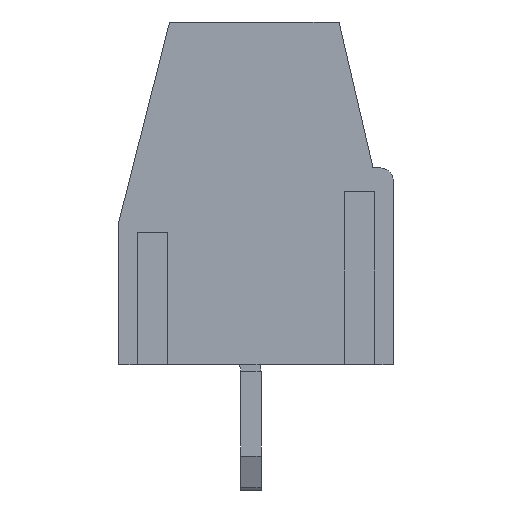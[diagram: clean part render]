
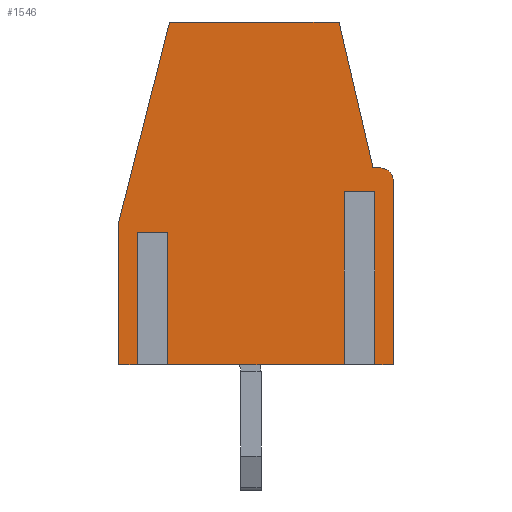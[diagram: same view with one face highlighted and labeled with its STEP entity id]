
A CAD part, left-side view. The second image highlights one B-rep face of the part: STEP entity #1546.
In plain terms, the highlighted planar face has unit normal (-1, 0, 0).
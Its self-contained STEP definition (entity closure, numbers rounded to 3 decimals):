
#1546=ADVANCED_FACE('',(#5463),#5465,.T.);
#5463=FACE_BOUND('',#5464,.T.);
#5464=EDGE_LOOP('',(#8537,#8538,#8539,#8540,#8541,#8542,#8543,#8544,#8545,#8546,
#8547,#8548,#8549,#8550,#8551,#8552));
#5465=PLANE('',#5466);
#5466=AXIS2_PLACEMENT_3D('',#5467,#5468,#5469);
#5467=CARTESIAN_POINT('',(-2.5,0.,0.));
#5468=DIRECTION('',(-1.,0.,0.));
#5469=DIRECTION('',(0.,0.,-1.));
#8537=ORIENTED_EDGE('',*,*,#10792,.F.);
#8538=ORIENTED_EDGE('',*,*,#10793,.F.);
#8539=ORIENTED_EDGE('',*,*,#10794,.F.);
#8540=ORIENTED_EDGE('',*,*,#10795,.T.);
#8541=ORIENTED_EDGE('',*,*,#10796,.T.);
#8542=ORIENTED_EDGE('',*,*,#10797,.T.);
#8543=ORIENTED_EDGE('',*,*,#10798,.T.);
#8544=ORIENTED_EDGE('',*,*,#10799,.T.);
#8545=ORIENTED_EDGE('',*,*,#10561,.T.);
#8546=ORIENTED_EDGE('',*,*,#10757,.T.);
#8547=ORIENTED_EDGE('',*,*,#10800,.T.);
#8548=ORIENTED_EDGE('',*,*,#10801,.T.);
#8549=ORIENTED_EDGE('',*,*,#10802,.F.);
#8550=ORIENTED_EDGE('',*,*,#10803,.F.);
#8551=ORIENTED_EDGE('',*,*,#10804,.F.);
#8552=ORIENTED_EDGE('',*,*,#10805,.T.);
#10561=EDGE_CURVE('',#11818,#11816,#11819,.T.);
#10757=EDGE_CURVE('',#11816,#12171,#12173,.T.);
#10792=EDGE_CURVE('',#12241,#12242,#12243,.T.);
#10793=EDGE_CURVE('',#12244,#12241,#12245,.F.);
#10794=EDGE_CURVE('',#12246,#12244,#12247,.T.);
#10795=EDGE_CURVE('',#12246,#12248,#12249,.T.);
#10796=EDGE_CURVE('',#12248,#12250,#12251,.T.);
#10797=EDGE_CURVE('',#12250,#12252,#12253,.T.);
#10798=EDGE_CURVE('',#12252,#12254,#12255,.T.);
#10799=EDGE_CURVE('',#12254,#11818,#12256,.T.);
#10800=EDGE_CURVE('',#12171,#12257,#12258,.T.);
#10801=EDGE_CURVE('',#12257,#12259,#12260,.T.);
#10802=EDGE_CURVE('',#12261,#12259,#12262,.T.);
#10803=EDGE_CURVE('',#12263,#12261,#12264,.F.);
#10804=EDGE_CURVE('',#12265,#12263,#12266,.T.);
#10805=EDGE_CURVE('',#12265,#12242,#12267,.T.);
#11816=VERTEX_POINT('',#13856);
#11818=VERTEX_POINT('',#13860);
#11819=LINE('',#13861,#13862);
#12171=VERTEX_POINT('',#14632);
#12173=LINE('',#14636,#14637);
#12241=VERTEX_POINT('',#14774);
#12242=VERTEX_POINT('',#14775);
#12243=LINE('',#14776,#14777);
#12244=VERTEX_POINT('',#14779);
#12245=LINE('',#14780,#14781);
#12246=VERTEX_POINT('',#14783);
#12247=LINE('',#14784,#14785);
#12248=VERTEX_POINT('',#14787);
#12249=LINE('',#14788,#14789);
#12250=VERTEX_POINT('',#14791);
#12251=LINE('',#14792,#14793);
#12252=VERTEX_POINT('',#14795);
#12253=CIRCLE('',#14796,0.4);
#12254=VERTEX_POINT('',#14800);
#12255=LINE('',#14801,#14802);
#12256=LINE('',#14804,#14805);
#12257=VERTEX_POINT('',#14807);
#12258=LINE('',#14808,#14809);
#12259=VERTEX_POINT('',#14811);
#12260=LINE('',#14812,#14813);
#12261=VERTEX_POINT('',#14815);
#12262=LINE('',#14816,#14817);
#12263=VERTEX_POINT('',#14819);
#12264=LINE('',#14820,#14821);
#12265=VERTEX_POINT('',#14823);
#12266=LINE('',#14824,#14825);
#12267=LINE('',#14827,#14828);
#13856=CARTESIAN_POINT('',(-2.5,2.4,10.1));
#13860=CARTESIAN_POINT('',(-2.5,-2.6,10.1));
#13861=CARTESIAN_POINT('',(-2.5,-2.6,10.1));
#13862=VECTOR('',#13863,1.);
#13863=DIRECTION('',(0.,1.,0.));
#14632=CARTESIAN_POINT('',(-2.5,3.9,4.2));
#14636=CARTESIAN_POINT('',(-2.5,2.4,10.1));
#14637=VECTOR('',#14638,1.);
#14638=DIRECTION('',(0.,0.246,-0.969));
#14774=CARTESIAN_POINT('',(-2.5,-2.9,5.1));
#14775=CARTESIAN_POINT('',(-2.5,-2.9,0.));
#14776=CARTESIAN_POINT('',(-2.5,-2.9,5.1));
#14777=VECTOR('',#14778,1.);
#14778=DIRECTION('',(0.,0.,-1.));
#14779=CARTESIAN_POINT('',(-2.5,-3.5,5.1));
#14780=CARTESIAN_POINT('',(-2.5,-2.9,5.1));
#14781=VECTOR('',#14782,1.);
#14782=DIRECTION('',(0.,-1.,0.));
#14783=CARTESIAN_POINT('',(-2.5,-3.5,0.));
#14784=CARTESIAN_POINT('',(-2.5,-3.5,0.));
#14785=VECTOR('',#14786,1.);
#14786=DIRECTION('',(0.,0.,1.));
#14787=CARTESIAN_POINT('',(-2.5,-4.2,0.));
#14788=CARTESIAN_POINT('',(-2.5,-3.5,0.));
#14789=VECTOR('',#14790,1.);
#14790=DIRECTION('',(0.,-1.,0.));
#14791=CARTESIAN_POINT('',(-2.5,-4.2,5.4));
#14792=CARTESIAN_POINT('',(-2.5,-4.2,0.));
#14793=VECTOR('',#14794,1.);
#14794=DIRECTION('',(0.,0.,1.));
#14795=CARTESIAN_POINT('',(-2.5,-3.8,5.8));
#14796=AXIS2_PLACEMENT_3D('',#14797,#14798,#14799);
#14797=CARTESIAN_POINT('',(-2.5,-3.8,5.4));
#14798=DIRECTION('',(-1.,-0.,-0.));
#14799=DIRECTION('',(0.,-1.,0.));
#14800=CARTESIAN_POINT('',(-2.5,-3.6,5.8));
#14801=CARTESIAN_POINT('',(-2.5,-3.8,5.8));
#14802=VECTOR('',#14803,1.);
#14803=DIRECTION('',(0.,1.,0.));
#14804=CARTESIAN_POINT('',(-2.5,-3.6,5.8));
#14805=VECTOR('',#14806,1.);
#14806=DIRECTION('',(0.,0.227,0.974));
#14807=CARTESIAN_POINT('',(-2.5,3.9,0.));
#14808=CARTESIAN_POINT('',(-2.5,3.9,4.2));
#14809=VECTOR('',#14810,1.);
#14810=DIRECTION('',(0.,0.,-1.));
#14811=CARTESIAN_POINT('',(-2.5,3.2,0.));
#14812=CARTESIAN_POINT('',(-2.5,3.9,0.));
#14813=VECTOR('',#14814,1.);
#14814=DIRECTION('',(0.,-1.,0.));
#14815=CARTESIAN_POINT('',(-2.5,3.2,3.9));
#14816=CARTESIAN_POINT('',(-2.5,3.2,3.9));
#14817=VECTOR('',#14818,1.);
#14818=DIRECTION('',(0.,0.,-1.));
#14819=CARTESIAN_POINT('',(-2.5,2.6,3.9));
#14820=CARTESIAN_POINT('',(-2.5,3.2,3.9));
#14821=VECTOR('',#14822,1.);
#14822=DIRECTION('',(0.,-1.,0.));
#14823=CARTESIAN_POINT('',(-2.5,2.6,0.));
#14824=CARTESIAN_POINT('',(-2.5,2.6,0.));
#14825=VECTOR('',#14826,1.);
#14826=DIRECTION('',(0.,0.,1.));
#14827=CARTESIAN_POINT('',(-2.5,2.6,0.));
#14828=VECTOR('',#14829,1.);
#14829=DIRECTION('',(0.,-1.,0.));
